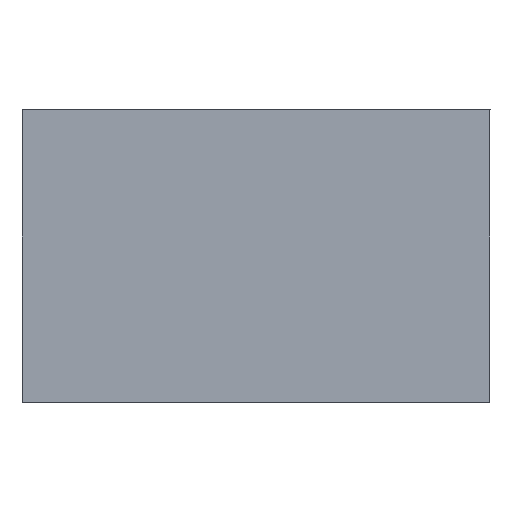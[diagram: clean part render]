
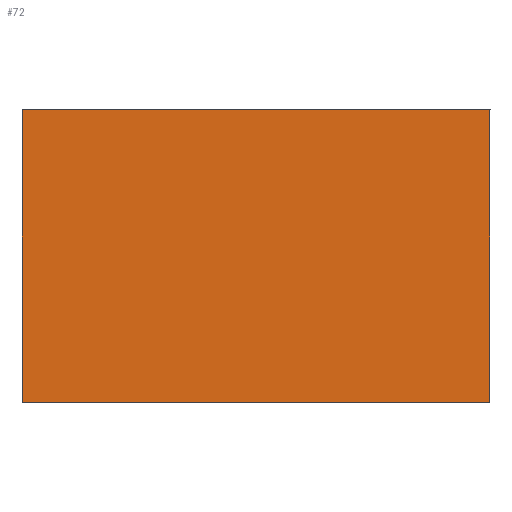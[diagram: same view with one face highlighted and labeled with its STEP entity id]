
A CAD part, left-side view. The second image highlights one B-rep face of the part: STEP entity #72.
In plain terms, the highlighted planar face has unit normal (-1, 0, 0).
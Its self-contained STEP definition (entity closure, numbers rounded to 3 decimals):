
#72 = ADVANCED_FACE( '', ( #140 ), #141, .F. );
#140 = FACE_OUTER_BOUND( '', #204, .T. );
#141 = PLANE( '', #205 );
#204 = EDGE_LOOP( '', ( #325, #326, #327, #328 ) );
#205 = AXIS2_PLACEMENT_3D( '', #329, #330, #331 );
#325 = ORIENTED_EDGE( '', *, *, #375, .F. );
#326 = ORIENTED_EDGE( '', *, *, #392, .T. );
#327 = ORIENTED_EDGE( '', *, *, #407, .T. );
#328 = ORIENTED_EDGE( '', *, *, #365, .T. );
#329 = CARTESIAN_POINT( '', ( -1., 0.8, 1. ) );
#330 = DIRECTION( '', ( 1., 0., 0. ) );
#331 = DIRECTION( '', ( 0., 0., -1. ) );
#365 = EDGE_CURVE( '', #417, #418, #419, .T. );
#375 = EDGE_CURVE( '', #435, #418, #437, .T. );
#392 = EDGE_CURVE( '', #435, #461, #463, .T. );
#407 = EDGE_CURVE( '', #461, #417, #482, .T. );
#417 = VERTEX_POINT( '', #493 );
#418 = VERTEX_POINT( '', #494 );
#419 = LINE( '', #495, #496 );
#435 = VERTEX_POINT( '', #519 );
#437 = LINE( '', #522, #523 );
#461 = VERTEX_POINT( '', #558 );
#463 = LINE( '', #561, #562 );
#482 = LINE( '', #590, #591 );
#493 = CARTESIAN_POINT( '', ( -1., 0.8, 0. ) );
#494 = CARTESIAN_POINT( '', ( -1., -0.8, 0. ) );
#495 = CARTESIAN_POINT( '', ( -1., 0.8, 0. ) );
#496 = VECTOR( '', #604, 1000. );
#519 = CARTESIAN_POINT( '', ( -1., -0.8, 1. ) );
#522 = CARTESIAN_POINT( '', ( -1., -0.8, 1. ) );
#523 = VECTOR( '', #613, 1000. );
#558 = CARTESIAN_POINT( '', ( -1., 0.8, 1. ) );
#561 = CARTESIAN_POINT( '', ( -1., -0.8, 1. ) );
#562 = VECTOR( '', #626, 1000. );
#590 = CARTESIAN_POINT( '', ( -1., 0.8, 1. ) );
#591 = VECTOR( '', #636, 1000. );
#604 = DIRECTION( '', ( 0., -1., 0. ) );
#613 = DIRECTION( '', ( 0., 0., -1. ) );
#626 = DIRECTION( '', ( 0., 1., 0. ) );
#636 = DIRECTION( '', ( 0., 0., -1. ) );
